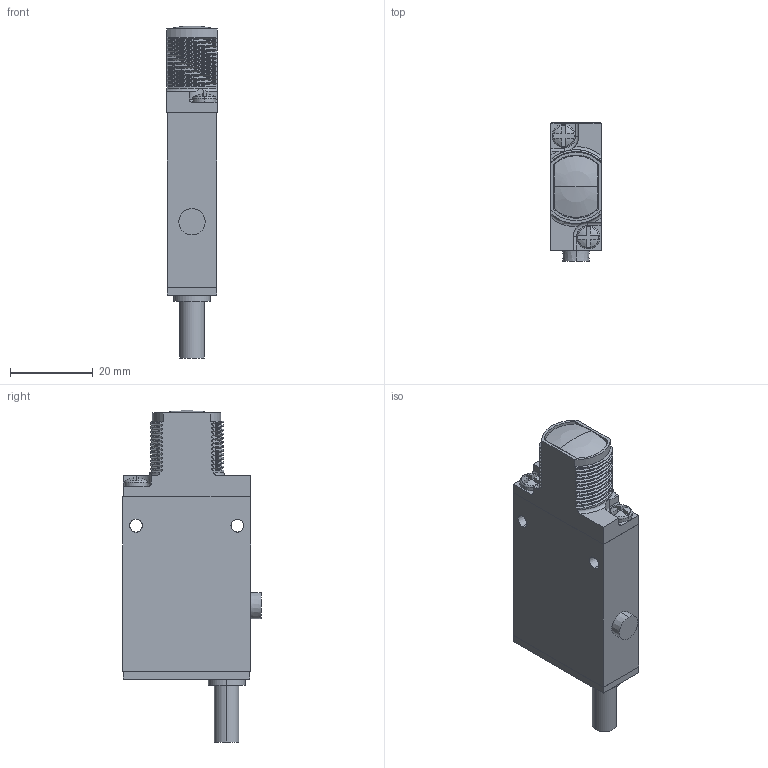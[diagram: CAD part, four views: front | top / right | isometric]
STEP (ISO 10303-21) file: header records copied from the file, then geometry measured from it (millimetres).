
FILE_DESCRIPTION((''),'2;1');
FILE_NAME('154465_SM01_ASM','2025-09-12T14:20:57',('banengservice'),('BANNER ENGINEERING'),'CREO PARAMETRIC BY PTC INC, 2022414','CREO PARAMETRIC BY PTC INC, 2022414','');
FILE_SCHEMA(('CONFIG_CONTROL_DESIGN'));
Products named in the file (3): 154465_EP01; 09460_WEB; 154465_SM01_ASM
Assembly tree (2 placements, depth 2):
  154465_SM01_ASM
    154465_EP01
    09460_WEB
Bounding box: 12.09 x 33.32 x 80.01 mm (x, y, z)
Volume: 22010.2 mm3; surface area: 7448.6 mm2
Topology: 2 solids, 2 shells, 248 faces, 669 edges, 435 vertices
Faces by surface type: bspline 80, cylinder 68, plane 66, sphere 12, cone 12, torus 10
Entity records: 12622 total; most frequent: CARTESIAN_POINT 6878, ORIENTED_EDGE 1330, DIRECTION 935, EDGE_CURVE 665, VERTEX_POINT 435, AXIS2_PLACEMENT_3D 331, VECTOR 273, LINE 273
